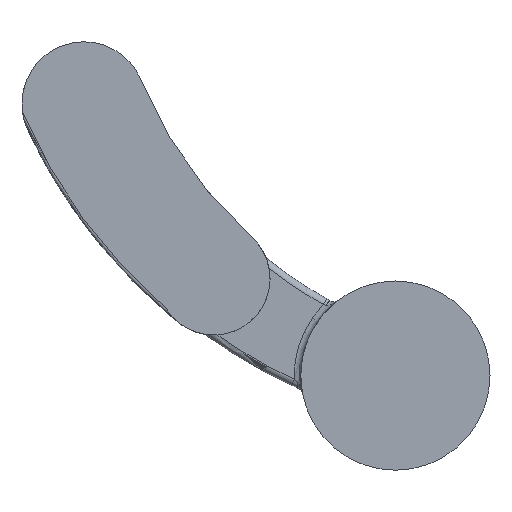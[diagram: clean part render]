
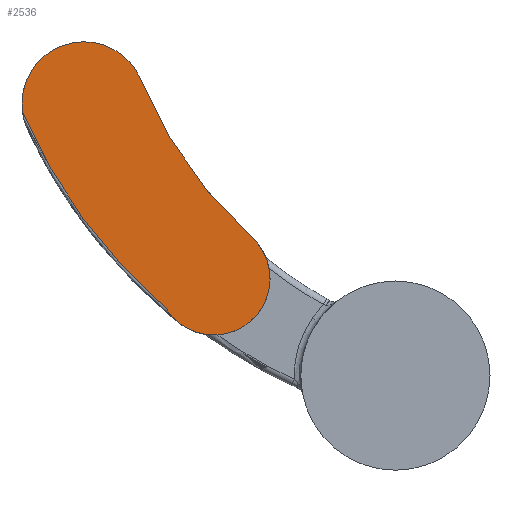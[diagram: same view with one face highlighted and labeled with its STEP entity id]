
A CAD part, left-side view. The second image highlights one B-rep face of the part: STEP entity #2536.
In plain terms, the highlighted planar face has unit normal (-1, 0, 0).
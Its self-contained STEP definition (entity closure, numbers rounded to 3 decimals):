
#52 = EDGE_CURVE ( 'NONE', #362, #699, #1057, .T. ) ;
#143 = FACE_OUTER_BOUND ( 'NONE', #2484, .T. ) ;
#193 = AXIS2_PLACEMENT_3D ( 'NONE', #1942, #1904, #2142 ) ;
#362 = VERTEX_POINT ( 'NONE', #1596 ) ;
#404 = AXIS2_PLACEMENT_3D ( 'NONE', #1369, #1975, #1963 ) ;
#411 = CARTESIAN_POINT ( 'NONE',  ( -50., 13.791, 213.239 ) ) ;
#551 = AXIS2_PLACEMENT_3D ( 'NONE', #1514, #916, #1705 ) ;
#577 = EDGE_CURVE ( 'NONE', #2483, #2498, #1082, .T. ) ;
#582 = CARTESIAN_POINT ( 'NONE',  ( -50., 285.856, 202.529 ) ) ;
#699 = VERTEX_POINT ( 'NONE', #816 ) ;
#816 = CARTESIAN_POINT ( 'NONE',  ( -50., 139.198, 31.155 ) ) ;
#871 = CIRCLE ( 'NONE', #1902, 331.279 ) ;
#916 = DIRECTION ( 'NONE',  ( -1., 0., 0. ) ) ;
#924 = DIRECTION ( 'NONE',  ( -1., 0., 0. ) ) ;
#977 = CARTESIAN_POINT ( 'NONE',  ( -50., -111.616, 352.215 ) ) ;
#982 = EDGE_CURVE ( 'NONE', #2137, #2483, #871, .T. ) ;
#1025 = ORIENTED_EDGE ( 'NONE', *, *, #2063, .T. ) ;
#1057 = CIRCLE ( 'NONE', #551, 43.108 ) ;
#1082 = CIRCLE ( 'NONE', #404, 47.47 ) ;
#1127 = CARTESIAN_POINT ( 'NONE',  ( -50., 139.198, 74.263 ) ) ;
#1129 = ORIENTED_EDGE ( 'NONE', *, *, #982, .T. ) ;
#1189 = CIRCLE ( 'NONE', #193, 411.747 ) ;
#1207 = CARTESIAN_POINT ( 'NONE',  ( -50., 110.319, 106.267 ) ) ;
#1369 = CARTESIAN_POINT ( 'NONE',  ( -50., 238.744, 208.346 ) ) ;
#1416 = ORIENTED_EDGE ( 'NONE', *, *, #1533, .T. ) ;
#1514 = CARTESIAN_POINT ( 'NONE',  ( -50., 139.198, 74.263 ) ) ;
#1533 = EDGE_CURVE ( 'NONE', #2498, #362, #1189, .T. ) ;
#1596 = CARTESIAN_POINT ( 'NONE',  ( -50., 175.608, 51.184 ) ) ;
#1602 = DIRECTION ( 'NONE',  ( 0., 0., 1. ) ) ;
#1705 = DIRECTION ( 'NONE',  ( 0., 0., 1. ) ) ;
#1738 = DIRECTION ( 'NONE',  ( 0., 0., 1. ) ) ;
#1775 = PLANE ( 'NONE',  #1871 ) ;
#1800 = DIRECTION ( 'NONE',  ( -1., 0., 0. ) ) ;
#1831 = ORIENTED_EDGE ( 'NONE', *, *, #577, .T. ) ;
#1871 = AXIS2_PLACEMENT_3D ( 'NONE', #411, #1800, #1992 ) ;
#1902 = AXIS2_PLACEMENT_3D ( 'NONE', #977, #2638, #1602 ) ;
#1904 = DIRECTION ( 'NONE',  ( -1., 0., 0. ) ) ;
#1942 = CARTESIAN_POINT ( 'NONE',  ( -50., -93.358, 362.943 ) ) ;
#1963 = DIRECTION ( 'NONE',  ( 0., 0., -1. ) ) ;
#1975 = DIRECTION ( 'NONE',  ( -1., 0., 0. ) ) ;
#1992 = DIRECTION ( 'NONE',  ( 0., 0., 1. ) ) ;
#2063 = EDGE_CURVE ( 'NONE', #699, #2137, #2253, .T. ) ;
#2137 = VERTEX_POINT ( 'NONE', #1207 ) ;
#2142 = DIRECTION ( 'NONE',  ( 0., 0., 1. ) ) ;
#2253 = CIRCLE ( 'NONE', #2603, 43.108 ) ;
#2483 = VERTEX_POINT ( 'NONE', #2611 ) ;
#2484 = EDGE_LOOP ( 'NONE', ( #1831, #1416, #2526, #1025, #1129 ) ) ;
#2498 = VERTEX_POINT ( 'NONE', #582 ) ;
#2526 = ORIENTED_EDGE ( 'NONE', *, *, #52, .T. ) ;
#2536 = ADVANCED_FACE ( 'NONE', ( #143 ), #1775, .T. ) ;
#2603 = AXIS2_PLACEMENT_3D ( 'NONE', #1127, #924, #1738 ) ;
#2611 = CARTESIAN_POINT ( 'NONE',  ( -50., 194.832, 226.377 ) ) ;
#2638 = DIRECTION ( 'NONE',  ( 1., 0., 0. ) ) ;
